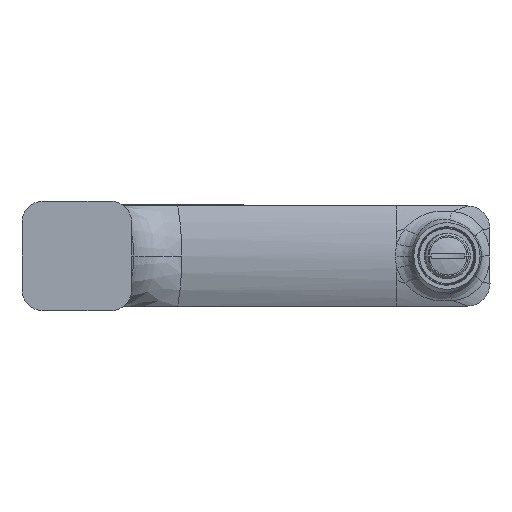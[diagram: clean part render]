
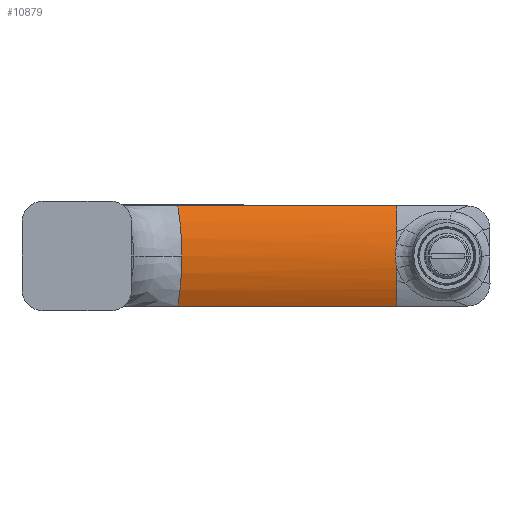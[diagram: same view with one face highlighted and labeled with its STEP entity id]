
A CAD part, front view. The second image highlights one B-rep face of the part: STEP entity #10879.
In plain terms, the highlighted cylindrical face has radius 44.329 mm (diameter 88.658 mm), a partial arc.
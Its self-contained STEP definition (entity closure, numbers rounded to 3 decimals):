
#1724=DIRECTION('',(1.,0.,0.));
#1725=VECTOR('',#1724,91.867);
#1726=CARTESIAN_POINT('',(42.283,113.78,21.));
#1727=LINE('',#1726,#1725);
#1728=DIRECTION('',(-1.,0.,0.));
#1729=VECTOR('',#1728,91.867);
#1730=CARTESIAN_POINT('',(134.15,113.78,-21.));
#1731=LINE('',#1730,#1729);
#1732=CARTESIAN_POINT('',(42.283,113.78,-21.));
#1733=CARTESIAN_POINT('',(42.415,113.349,-20.198));
#1734=CARTESIAN_POINT('',(42.668,112.536,-18.568));
#1735=CARTESIAN_POINT('',(43.008,111.469,-16.052));
#1736=CARTESIAN_POINT('',(43.305,110.559,-13.475));
#1737=CARTESIAN_POINT('',(43.554,109.809,-10.845));
#1738=CARTESIAN_POINT('',(43.751,109.222,-8.173));
#1739=CARTESIAN_POINT('',(43.894,108.801,-5.469));
#1740=CARTESIAN_POINT('',(43.981,108.547,-2.741));
#1741=CARTESIAN_POINT('',(44.,108.491,
-0.914));
#1742=CARTESIAN_POINT('',(44.,108.491,
0.));
#1744=CARTESIAN_POINT('',(44.,108.491,
0.));
#1745=CARTESIAN_POINT('',(44.,108.491,0.914));
#1746=CARTESIAN_POINT('',(43.981,108.547,2.741));
#1747=CARTESIAN_POINT('',(43.894,108.801,5.469));
#1748=CARTESIAN_POINT('',(43.751,109.222,8.173));
#1749=CARTESIAN_POINT('',(43.554,109.809,10.845));
#1750=CARTESIAN_POINT('',(43.305,110.559,13.475));
#1751=CARTESIAN_POINT('',(43.008,111.469,16.052));
#1752=CARTESIAN_POINT('',(42.668,112.536,18.568));
#1753=CARTESIAN_POINT('',(42.415,113.349,20.198));
#1754=CARTESIAN_POINT('',(42.283,113.78,21.));
#1771=CARTESIAN_POINT('',(134.15,152.819,0.));
#1772=DIRECTION('',(-1.,0.,0.));
#1773=DIRECTION('',(0.,-0.973,0.231));
#1774=AXIS2_PLACEMENT_3D('',#1771,#1772,#1773);
#1981=CARTESIAN_POINT('',(134.15,152.819,0.));
#1982=DIRECTION('',(-1.,0.,0.));
#1983=DIRECTION('',(0.,-0.881,-0.474));
#1984=AXIS2_PLACEMENT_3D('',#1981,#1982,#1983);
#1991=CARTESIAN_POINT('',(134.15,109.69,-10.243));
#1992=CARTESIAN_POINT('',(134.15,109.578,-9.77));
#1993=CARTESIAN_POINT('',(134.149,109.368,-8.819));
#1994=CARTESIAN_POINT('',(134.149,109.102,-7.384));
#1995=CARTESIAN_POINT('',(134.148,108.906,-6.098));
#1996=CARTESIAN_POINT('',(134.149,108.806,-5.288));
#1997=CARTESIAN_POINT('',(134.149,108.769,-4.962));
#2016=CARTESIAN_POINT('',(134.149,108.769,-4.962));
#2017=CARTESIAN_POINT('',(133.992,108.708,-4.419));
#2018=CARTESIAN_POINT('',(133.731,108.605,-3.324));
#2019=CARTESIAN_POINT('',(133.497,108.511,-1.667));
#2020=CARTESIAN_POINT('',(133.445,108.491,
-0.557));
#2021=CARTESIAN_POINT('',(133.446,108.491,0.));
#2029=CARTESIAN_POINT('',(133.446,108.491,0.));
#2030=CARTESIAN_POINT('',(133.446,108.491,0.553));
#2031=CARTESIAN_POINT('',(133.499,108.511,1.658));
#2032=CARTESIAN_POINT('',(133.733,108.604,3.307));
#2033=CARTESIAN_POINT('',(133.993,108.706,4.395));
#2034=CARTESIAN_POINT('',(134.149,108.766,4.935));
#2056=CARTESIAN_POINT('',(134.149,108.766,4.935));
#2057=CARTESIAN_POINT('',(134.149,108.804,5.27));
#2058=CARTESIAN_POINT('',(134.149,108.905,6.089));
#2059=CARTESIAN_POINT('',(134.149,109.102,7.384));
#2060=CARTESIAN_POINT('',(134.149,109.369,8.819));
#2061=CARTESIAN_POINT('',(134.15,109.578,9.77));
#2062=CARTESIAN_POINT('',(134.15,109.69,10.243));
#3941=CARTESIAN_POINT('',(42.283,113.78,21.));
#3942=CARTESIAN_POINT('',(134.15,113.78,21.));
#3943=VERTEX_POINT('',#3941);
#3944=VERTEX_POINT('',#3942);
#3945=CARTESIAN_POINT('',(134.15,109.69,10.243));
#3946=VERTEX_POINT('',#3945);
#3947=VERTEX_POINT('',#2056);
#3948=VERTEX_POINT('',#2029);
#3949=VERTEX_POINT('',#2016);
#3950=VERTEX_POINT('',#1991);
#3951=CARTESIAN_POINT('',(134.15,113.78,-21.));
#3952=VERTEX_POINT('',#3951);
#3953=CARTESIAN_POINT('',(42.283,113.78,-21.));
#3954=VERTEX_POINT('',#3953);
#3955=VERTEX_POINT('',#1742);
#10856=CARTESIAN_POINT('',(0.,152.819,0.));
#10857=DIRECTION('',(1.,0.,0.));
#10858=DIRECTION('',(0.,-1.,0.));
#10859=AXIS2_PLACEMENT_3D('',#10856,#10857,#10858);
#10860=CYLINDRICAL_SURFACE('',#10859,44.329);
#10861=ORIENTED_EDGE('',*,*,#10270,.T.);
#10863=ORIENTED_EDGE('',*,*,#10862,.F.);
#10865=ORIENTED_EDGE('',*,*,#10864,.F.);
#10867=ORIENTED_EDGE('',*,*,#10866,.F.);
#10869=ORIENTED_EDGE('',*,*,#10868,.F.);
#10871=ORIENTED_EDGE('',*,*,#10870,.F.);
#10873=ORIENTED_EDGE('',*,*,#10872,.F.);
#10874=ORIENTED_EDGE('',*,*,#10202,.T.);
#10875=ORIENTED_EDGE('',*,*,#10599,.T.);
#10876=ORIENTED_EDGE('',*,*,#10779,.T.);
#10877=EDGE_LOOP('',(#10861,#10863,#10865,#10867,#10869,#10871,#10873,#10874,
#10875,#10876));
#10878=FACE_OUTER_BOUND('',#10877,.F.);
#1743=B_SPLINE_CURVE_WITH_KNOTS('',3,(#1732,#1733,#1734,#1735,#1736,#1737,#1738,
#1739,#1740,#1741,#1742),.UNSPECIFIED.,.F.,.F.,(4,1,1,1,1,1,1,1,4),(0.,
0.125,0.25,0.375,0.5,
0.625,0.75,0.875,1.),.UNSPECIFIED.);
#1755=B_SPLINE_CURVE_WITH_KNOTS('',3,(#1744,#1745,#1746,#1747,#1748,#1749,#1750,
#1751,#1752,#1753,#1754),.UNSPECIFIED.,.F.,.F.,(4,1,1,1,1,1,1,1,4),(0.,
0.125,0.25,0.375,0.5,
0.625,0.75,0.875,1.),.UNSPECIFIED.);
#1775=CIRCLE('',#1774,44.329);
#1985=CIRCLE('',#1984,44.329);
#1998=B_SPLINE_CURVE_WITH_KNOTS('',3,(#1991,#1992,#1993,#1994,#1995,#1996,
#1997),.UNSPECIFIED.,.F.,.F.,(4,1,1,1,4),(0.,0.272,
0.544,0.816,1.),.UNSPECIFIED.);
#2022=B_SPLINE_CURVE_WITH_KNOTS('',3,(#2016,#2017,#2018,#2019,#2020,#2021),
.UNSPECIFIED.,.F.,.F.,(4,1,1,4),(0.,0.333,0.667,1.),
.UNSPECIFIED.);
#2035=B_SPLINE_CURVE_WITH_KNOTS('',3,(#2029,#2030,#2031,#2032,#2033,#2034),
.UNSPECIFIED.,.F.,.F.,(4,1,1,4),(0.,0.333,0.667,1.),
.UNSPECIFIED.);
#2063=B_SPLINE_CURVE_WITH_KNOTS('',3,(#2056,#2057,#2058,#2059,#2060,#2061,
#2062),.UNSPECIFIED.,.F.,.F.,(4,1,1,1,4),(0.,0.188,
0.459,0.729,1.),.UNSPECIFIED.);
#10202=EDGE_CURVE('',#3952,#3954,#1731,.T.);
#10270=EDGE_CURVE('',#3943,#3944,#1727,.T.);
#10599=EDGE_CURVE('',#3954,#3955,#1743,.T.);
#10779=EDGE_CURVE('',#3955,#3943,#1755,.T.);
#10862=EDGE_CURVE('',#3946,#3944,#1775,.T.);
#10864=EDGE_CURVE('',#3947,#3946,#2063,.T.);
#10866=EDGE_CURVE('',#3948,#3947,#2035,.T.);
#10868=EDGE_CURVE('',#3949,#3948,#2022,.T.);
#10870=EDGE_CURVE('',#3950,#3949,#1998,.T.);
#10872=EDGE_CURVE('',#3952,#3950,#1985,.T.);
#10879=ADVANCED_FACE('',(#10878),#10860,.T.);
